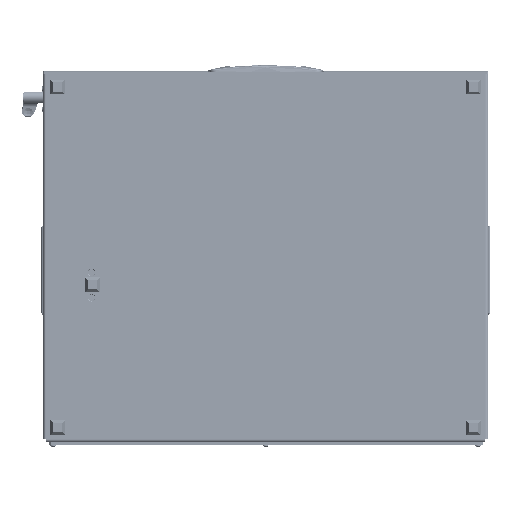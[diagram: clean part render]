
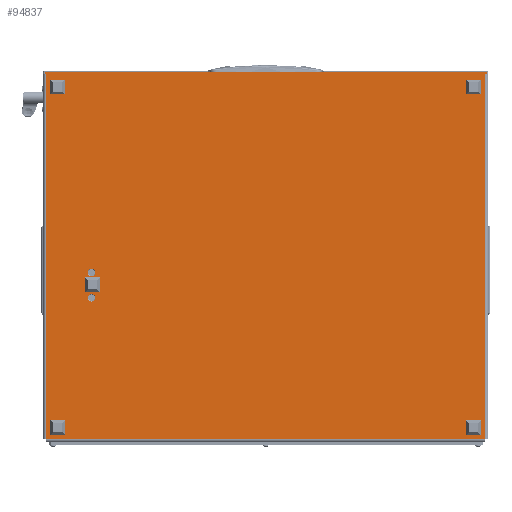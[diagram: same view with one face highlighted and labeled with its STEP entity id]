
A CAD part, front view. The second image highlights one B-rep face of the part: STEP entity #94837.
In plain terms, the highlighted face is planar.
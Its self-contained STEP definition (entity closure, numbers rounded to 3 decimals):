
#3761 = CARTESIAN_POINT ( 'NONE',  ( 0., 608., 0. ) ) ;
#6788 = VERTEX_POINT ( 'NONE', #116054 ) ;
#8689 = LINE ( 'NONE', #79203, #57560 ) ;
#10413 = CARTESIAN_POINT ( 'NONE',  ( -2., 610., 0. ) ) ;
#10676 = CARTESIAN_POINT ( 'NONE',  ( 0., 608., 0. ) ) ;
#12192 = FACE_BOUND ( 'NONE', #146328, .T. ) ;
#13214 = ORIENTED_EDGE ( 'NONE', *, *, #104721, .T. ) ;
#14255 = DIRECTION ( 'NONE',  ( 1., 0., 0. ) ) ;
#15674 = DIRECTION ( 'NONE',  ( -1., 0., 0. ) ) ;
#16761 = ORIENTED_EDGE ( 'NONE', *, *, #148924, .F. ) ;
#17045 = VERTEX_POINT ( 'NONE', #66016 ) ;
#20695 = LINE ( 'NONE', #114240, #85582 ) ;
#24074 = FACE_BOUND ( 'NONE', #103017, .T. ) ;
#24613 = EDGE_CURVE ( 'NONE', #97127, #70275, #20695, .T. ) ;
#26282 = DIRECTION ( 'NONE',  ( -1., 0., 0. ) ) ;
#27180 = LINE ( 'NONE', #73919, #80391 ) ;
#27484 = DIRECTION ( 'NONE',  ( -1., 0., 0. ) ) ;
#27668 = VECTOR ( 'NONE', #133225, 1000. ) ;
#28049 = VERTEX_POINT ( 'NONE', #10413 ) ;
#29013 = EDGE_CURVE ( 'NONE', #139204, #28049, #31340, .T. ) ;
#29417 = EDGE_CURVE ( 'NONE', #148131, #60017, #84127, .T. ) ;
#31340 = LINE ( 'NONE', #65091, #120611 ) ;
#31464 = EDGE_CURVE ( 'NONE', #132957, #17045, #92159, .T. ) ;
#32663 = ORIENTED_EDGE ( 'NONE', *, *, #31464, .F. ) ;
#33186 = AXIS2_PLACEMENT_3D ( 'NONE', #38289, #144861, #130351 ) ;
#37371 = VECTOR ( 'NONE', #14255, 1000. ) ;
#38289 = CARTESIAN_POINT ( 'NONE',  ( 310., 545., 0. ) ) ;
#38770 = CARTESIAN_POINT ( 'NONE',  ( 0., 610., 0. ) ) ;
#45509 = CARTESIAN_POINT ( 'NONE',  ( 0., 610., 0. ) ) ;
#46743 = DIRECTION ( 'NONE',  ( 0., 0., -1. ) ) ;
#47224 = CARTESIAN_POINT ( 'NONE',  ( 506., 608., 0. ) ) ;
#57560 = VECTOR ( 'NONE', #66192, 1000. ) ;
#60017 = VERTEX_POINT ( 'NONE', #45509 ) ;
#62859 = CARTESIAN_POINT ( 'NONE',  ( 0., 0., 0. ) ) ;
#64453 = CARTESIAN_POINT ( 'NONE',  ( 275., 545., 0. ) ) ;
#65091 = CARTESIAN_POINT ( 'NONE',  ( -2., -4., 0. ) ) ;
#65288 = EDGE_CURVE ( 'NONE', #124656, #97127, #8689, .T. ) ;
#65516 = CARTESIAN_POINT ( 'NONE',  ( 506., 0., 0. ) ) ;
#66016 = CARTESIAN_POINT ( 'NONE',  ( 269.8, 545., 0. ) ) ;
#66192 = DIRECTION ( 'NONE',  ( 0., 1., 0. ) ) ;
#69499 = ORIENTED_EDGE ( 'NONE', *, *, #65288, .F. ) ;
#70275 = VERTEX_POINT ( 'NONE', #65516 ) ;
#70321 = AXIS2_PLACEMENT_3D ( 'NONE', #74527, #121317, #26282 ) ;
#70685 = DIRECTION ( 'NONE',  ( 0., 0., -1. ) ) ;
#73919 = CARTESIAN_POINT ( 'NONE',  ( 0., 608., 0. ) ) ;
#74527 = CARTESIAN_POINT ( 'NONE',  ( 275., 545., 0. ) ) ;
#75175 = DIRECTION ( 'NONE',  ( 0., 0., -1. ) ) ;
#75962 = EDGE_CURVE ( 'NONE', #78598, #146778, #126229, .T. ) ;
#78101 = DIRECTION ( 'NONE',  ( 0., 1., 0. ) ) ;
#78598 = VERTEX_POINT ( 'NONE', #129552 ) ;
#79203 = CARTESIAN_POINT ( 'NONE',  ( 0., -4., 0. ) ) ;
#79253 = CARTESIAN_POINT ( 'NONE',  ( 0., -2., 0. ) ) ;
#80391 = VECTOR ( 'NONE', #15674, 1000. ) ;
#80436 = DIRECTION ( 'NONE',  ( -1., 0., 0. ) ) ;
#80678 = DIRECTION ( 'NONE',  ( -1., 0., 0. ) ) ;
#82808 = AXIS2_PLACEMENT_3D ( 'NONE', #128964, #70685, #27484 ) ;
#82864 = ORIENTED_EDGE ( 'NONE', *, *, #29417, .F. ) ;
#83905 = LINE ( 'NONE', #47224, #133396 ) ;
#84127 = LINE ( 'NONE', #112500, #27668 ) ;
#85582 = VECTOR ( 'NONE', #103461, 1000. ) ;
#87441 = DIRECTION ( 'NONE',  ( -1., 0., 0. ) ) ;
#87569 = ORIENTED_EDGE ( 'NONE', *, *, #29013, .T. ) ;
#89573 = EDGE_CURVE ( 'NONE', #124656, #139204, #92165, .T. ) ;
#89709 = CARTESIAN_POINT ( 'NONE',  ( 304.8, 545., 0. ) ) ;
#91921 = PLANE ( 'NONE',  #134953 ) ;
#92146 = ORIENTED_EDGE ( 'NONE', *, *, #139629, .F. ) ;
#92159 = CIRCLE ( 'NONE', #124032, 5.2 ) ;
#92165 = LINE ( 'NONE', #150475, #133754 ) ;
#94837 = ADVANCED_FACE ( 'NONE', ( #12192, #24074, #128725 ), #91921, .T. ) ;
#97127 = VERTEX_POINT ( 'NONE', #62859 ) ;
#99754 = EDGE_CURVE ( 'NONE', #146778, #78598, #117229, .T. ) ;
#99853 = CARTESIAN_POINT ( 'NONE',  ( 280.2, 545., 0. ) ) ;
#103017 = EDGE_LOOP ( 'NONE', ( #123056, #111903 ) ) ;
#103461 = DIRECTION ( 'NONE',  ( 1., 0., 0. ) ) ;
#104721 = EDGE_CURVE ( 'NONE', #28049, #60017, #118554, .T. ) ;
#106212 = DIRECTION ( 'NONE',  ( 0., -1., 0. ) ) ;
#107433 = ORIENTED_EDGE ( 'NONE', *, *, #136910, .T. ) ;
#108953 = EDGE_LOOP ( 'NONE', ( #69499, #128125, #87569, #13214, #82864, #16761, #107433, #148905 ) ) ;
#111903 = ORIENTED_EDGE ( 'NONE', *, *, #75962, .F. ) ;
#112500 = CARTESIAN_POINT ( 'NONE',  ( 0., -4., 0. ) ) ;
#114240 = CARTESIAN_POINT ( 'NONE',  ( 0., 0., 0. ) ) ;
#116054 = CARTESIAN_POINT ( 'NONE',  ( 506., 608., 0. ) ) ;
#117229 = CIRCLE ( 'NONE', #82808, 5.2 ) ;
#118554 = LINE ( 'NONE', #38770, #37371 ) ;
#120611 = VECTOR ( 'NONE', #78101, 1000. ) ;
#120758 = CARTESIAN_POINT ( 'NONE',  ( -2., -2., 0. ) ) ;
#121317 = DIRECTION ( 'NONE',  ( 0., 0., -1. ) ) ;
#123056 = ORIENTED_EDGE ( 'NONE', *, *, #99754, .F. ) ;
#124032 = AXIS2_PLACEMENT_3D ( 'NONE', #64453, #75175, #87441 ) ;
#124656 = VERTEX_POINT ( 'NONE', #79253 ) ;
#126229 = CIRCLE ( 'NONE', #33186, 5.2 ) ;
#128125 = ORIENTED_EDGE ( 'NONE', *, *, #89573, .T. ) ;
#128725 = FACE_OUTER_BOUND ( 'NONE', #108953, .T. ) ;
#128964 = CARTESIAN_POINT ( 'NONE',  ( 310., 545., 0. ) ) ;
#129117 = CIRCLE ( 'NONE', #70321, 5.2 ) ;
#129552 = CARTESIAN_POINT ( 'NONE',  ( 315.2, 545., 0. ) ) ;
#130351 = DIRECTION ( 'NONE',  ( -1., 0., 0. ) ) ;
#132957 = VERTEX_POINT ( 'NONE', #99853 ) ;
#133225 = DIRECTION ( 'NONE',  ( 0., 1., 0. ) ) ;
#133396 = VECTOR ( 'NONE', #106212, 1000. ) ;
#133754 = VECTOR ( 'NONE', #80678, 1000. ) ;
#134953 = AXIS2_PLACEMENT_3D ( 'NONE', #10676, #46743, #80436 ) ;
#136910 = EDGE_CURVE ( 'NONE', #6788, #70275, #83905, .T. ) ;
#139204 = VERTEX_POINT ( 'NONE', #120758 ) ;
#139629 = EDGE_CURVE ( 'NONE', #17045, #132957, #129117, .T. ) ;
#144861 = DIRECTION ( 'NONE',  ( 0., 0., -1. ) ) ;
#146328 = EDGE_LOOP ( 'NONE', ( #92146, #32663 ) ) ;
#146778 = VERTEX_POINT ( 'NONE', #89709 ) ;
#148131 = VERTEX_POINT ( 'NONE', #3761 ) ;
#148905 = ORIENTED_EDGE ( 'NONE', *, *, #24613, .F. ) ;
#148924 = EDGE_CURVE ( 'NONE', #6788, #148131, #27180, .T. ) ;
#150475 = CARTESIAN_POINT ( 'NONE',  ( 0., -2., 0. ) ) ;
